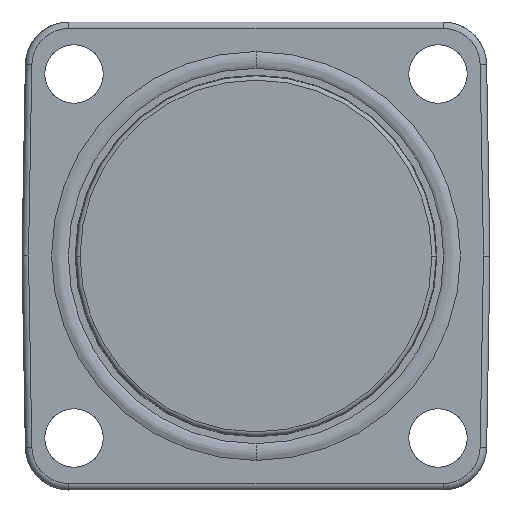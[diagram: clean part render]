
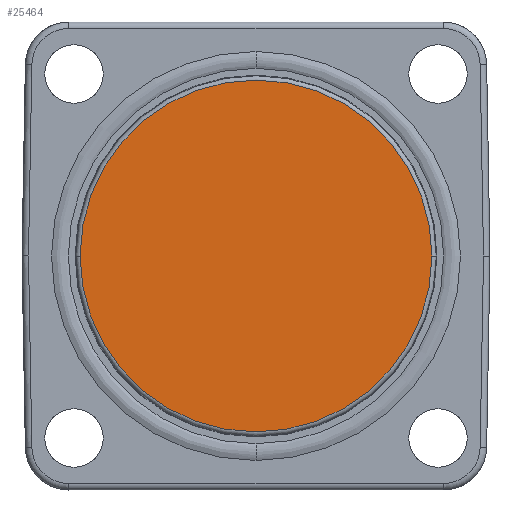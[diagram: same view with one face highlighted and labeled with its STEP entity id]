
A CAD part, front view. The second image highlights one B-rep face of the part: STEP entity #25464.
In plain terms, the highlighted planar face has unit normal (0, -1, 0).
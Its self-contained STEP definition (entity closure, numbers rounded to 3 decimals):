
#9640=CARTESIAN_POINT('',(0.,-1.,0.));
#9641=DIRECTION('',(0.,-1.,0.));
#9642=DIRECTION('',(-1.,0.,0.007));
#9643=AXIS2_PLACEMENT_3D('',#9640,#9641,#9642);
#9660=CARTESIAN_POINT('',(0.,-1.,0.));
#9661=DIRECTION('',(0.,1.,0.));
#9662=DIRECTION('',(-1.,0.,0.007));
#9663=AXIS2_PLACEMENT_3D('',#9660,#9661,#9662);
#9665=CARTESIAN_POINT('',(0.,-1.,0.));
#9666=DIRECTION('',(0.,1.,0.));
#9667=DIRECTION('',(1.,0.,-0.007));
#9668=AXIS2_PLACEMENT_3D('',#9665,#9666,#9667);
#9670=CARTESIAN_POINT('',(0.,-1.,0.));
#9671=DIRECTION('',(0.,-1.,0.));
#9672=DIRECTION('',(1.,0.,-0.007));
#9673=AXIS2_PLACEMENT_3D('',#9670,#9671,#9672);
#9746=CARTESIAN_POINT('',(-8.119,-1.,0.06));
#9747=CARTESIAN_POINT('',(8.12,-1.,0.));
#9748=VERTEX_POINT('',#9746);
#9749=VERTEX_POINT('',#9747);
#9750=CARTESIAN_POINT('',(-8.12,-1.,0.));
#9751=VERTEX_POINT('',#9750);
#9752=CARTESIAN_POINT('',(8.119,-1.,-0.06));
#9753=VERTEX_POINT('',#9752);
#25451=CARTESIAN_POINT('',(0.,-1.,0.));
#25452=DIRECTION('',(0.,-1.,0.));
#25453=DIRECTION('',(1.,0.,0.));
#25454=AXIS2_PLACEMENT_3D('',#25451,#25452,#25453);
#25455=PLANE('',#25454);
#25456=ORIENTED_EDGE('',*,*,#25440,.F.);
#25457=ORIENTED_EDGE('',*,*,#25438,.T.);
#25459=ORIENTED_EDGE('',*,*,#25458,.F.);
#25461=ORIENTED_EDGE('',*,*,#25460,.T.);
#25462=EDGE_LOOP('',(#25456,#25457,#25459,#25461));
#25463=FACE_OUTER_BOUND('',#25462,.F.);
#25464=ADVANCED_FACE('',(#25463),#25455,.T.);
#9644=CIRCLE('',#9643,8.12);
#9664=CIRCLE('',#9663,8.12);
#9669=CIRCLE('',#9668,8.12);
#9674=CIRCLE('',#9673,8.12);
#25438=EDGE_CURVE('',#9748,#9749,#9664,.T.);
#25440=EDGE_CURVE('',#9748,#9751,#9644,.T.);
#25458=EDGE_CURVE('',#9753,#9749,#9674,.T.);
#25460=EDGE_CURVE('',#9753,#9751,#9669,.T.);
